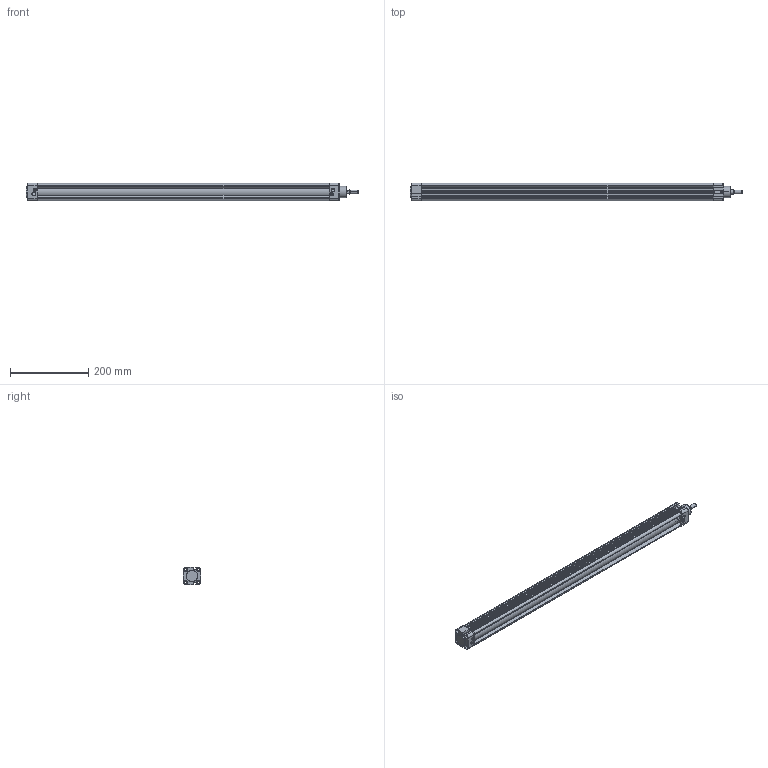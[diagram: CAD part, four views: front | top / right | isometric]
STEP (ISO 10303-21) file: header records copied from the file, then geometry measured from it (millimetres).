
FILE_DESCRIPTION (( 'STEP AP214' ), '1' );
FILE_NAME ('DMCA032-0700.STEP', '2016-09-05T11:39:58', ( '' ), ( '' ), 'SwSTEP 2.0', 'SolidWorks 2016', '' );
FILE_SCHEMA (( 'AUTOMOTIVE_DESIGN' ));
Length unit declared in the file: millimetre
Products named in the file (4): DMCA 032 achterkap; DMCA Tube 032 STROKE 0_DMCA032-0700; DMCA032-0700; DMCA 032 voorkap
Assembly tree (3 placements, depth 2):
  DMCA032-0700
    DMCA Tube 032 STROKE 0_DMCA032-0700
    DMCA 032 achterkap
    DMCA 032 voorkap
Bounding box: 846 x 45 x 45 mm (x, y, z)
Volume: 552002.1 mm3; surface area: 350451.5 mm2
Topology: 4 solids, 4 shells, 415 faces, 1052 edges, 670 vertices
Faces by surface type: cylinder 161, plane 139, cone 65, bspline 50
Entity records: 18064 total; most frequent: CARTESIAN_POINT 5970, ORIENTED_EDGE 2104, DIRECTION 2095, EDGE_CURVE 1052, AXIS2_PLACEMENT_3D 787, VERTEX_POINT 670, VECTOR 521, LINE 521
